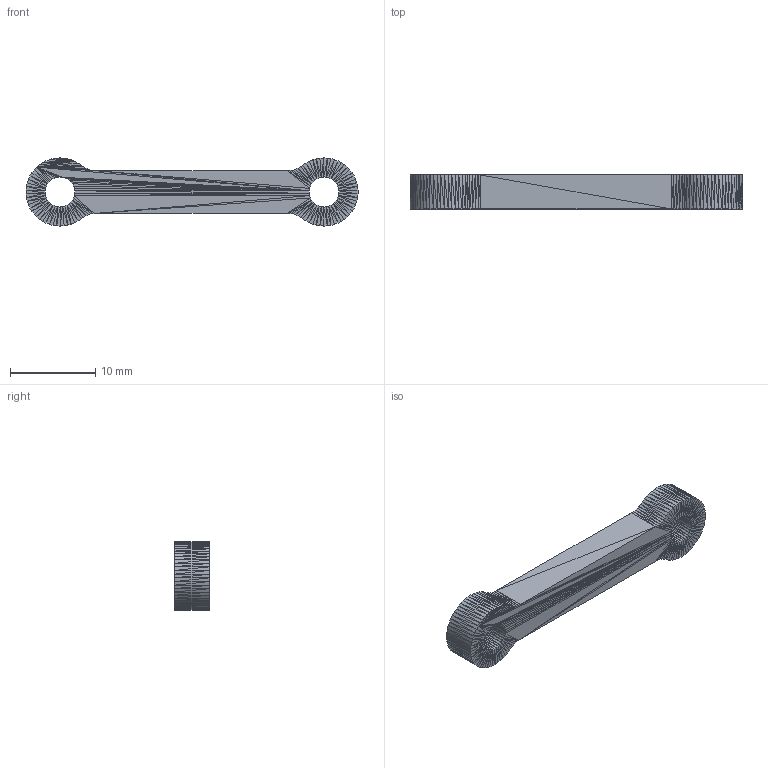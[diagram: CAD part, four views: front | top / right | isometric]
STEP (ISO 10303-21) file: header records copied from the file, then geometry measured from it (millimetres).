
FILE_DESCRIPTION((' Model'),'2;1');
FILE_NAME(' Shape Model','2024-05-18T00:43:45',(''),( ''),' ','','Unknown');
FILE_SCHEMA(('AUTOMOTIVE_DESIGN { 1 0 10303 214 1 1 1 1 }'));
Length unit declared in the file: millimetre
Products named in the file (1):  STEP translator 7.5 1
Bounding box: 38.99 x 4 x 8 mm (x, y, z)
Surface area: 841 mm2 (no closed solid volume)
Topology: 0 solids, 1 shells, 740 faces, 1110 edges, 368 vertices
Faces by surface type: plane 740
Entity records: 27764 total; most frequent: CARTESIAN_POINT 5549, DIRECTION 3702, ORIENTED_EDGE 2220, LINE 2220, VECTOR 2220, PCURVE 2220, DEFINITIONAL_REPRESENTATION 2220, EDGE_CURVE 1110
